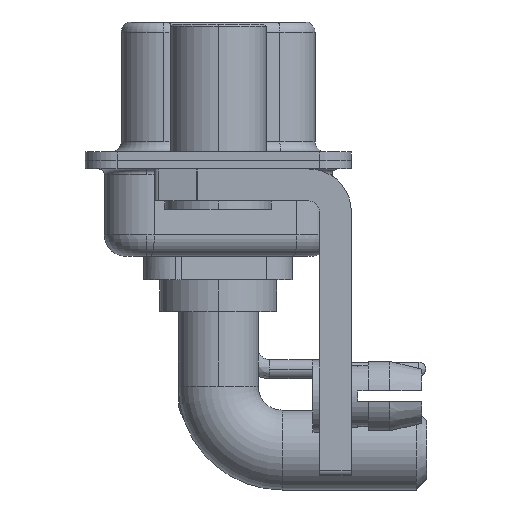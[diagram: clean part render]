
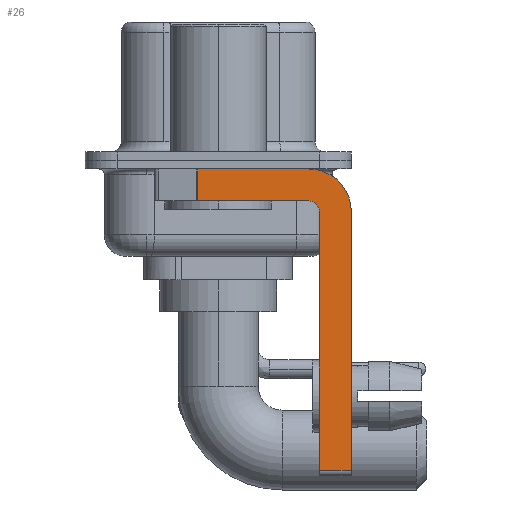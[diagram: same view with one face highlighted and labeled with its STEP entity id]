
A CAD part, left-side view. The second image highlights one B-rep face of the part: STEP entity #26.
In plain terms, the highlighted planar face has unit normal (-1, 0, 0).
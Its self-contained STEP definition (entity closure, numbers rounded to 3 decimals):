
#26 = ADVANCED_FACE ( 'NONE', ( #22744 ), #16982, .F. ) ;
#963 = EDGE_CURVE ( 'NONE', #5201, #8959, #19893, .T. ) ;
#1007 = CARTESIAN_POINT ( 'NONE',  ( -2.9, -6.25, -2.4 ) ) ;
#1265 = CIRCLE ( 'NONE', #4617, 2. ) ;
#1771 = VECTOR ( 'NONE', #17815, 1000. ) ;
#2290 = VERTEX_POINT ( 'NONE', #17942 ) ;
#3063 = CARTESIAN_POINT ( 'NONE',  ( -2.9, -4.25, -1.9 ) ) ;
#4614 = VECTOR ( 'NONE', #15590, 1000. ) ;
#4617 = AXIS2_PLACEMENT_3D ( 'NONE', #17677, #5836, #23712 ) ;
#4728 = CARTESIAN_POINT ( 'NONE',  ( -2.9, -4.25, -2.4 ) ) ;
#5149 = VECTOR ( 'NONE', #23214, 1000. ) ;
#5201 = VERTEX_POINT ( 'NONE', #1007 ) ;
#5261 = CARTESIAN_POINT ( 'NONE',  ( -2.9, 0.978, -1.9 ) ) ;
#5467 = ORIENTED_EDGE ( 'NONE', *, *, #16921, .F. ) ;
#5640 = AXIS2_PLACEMENT_3D ( 'NONE', #13964, #9498, #19476 ) ;
#5836 = DIRECTION ( 'NONE',  ( 1., 0., 0. ) ) ;
#6506 = VECTOR ( 'NONE', #24342, 1000. ) ;
#6696 = EDGE_CURVE ( 'NONE', #19805, #5201, #1265, .T. ) ;
#7717 = CARTESIAN_POINT ( 'NONE',  ( -2.9, -4.25, -0.4 ) ) ;
#8888 = ORIENTED_EDGE ( 'NONE', *, *, #14772, .F. ) ;
#8959 = VERTEX_POINT ( 'NONE', #16637 ) ;
#9477 = VERTEX_POINT ( 'NONE', #5261 ) ;
#9498 = DIRECTION ( 'NONE',  ( -1., 0., 0. ) ) ;
#9643 = EDGE_LOOP ( 'NONE', ( #5467, #16005, #20470, #20715, #8888, #12263, #18754, #23418 ) ) ;
#10049 = CARTESIAN_POINT ( 'NONE',  ( -2.9, -6.25, -2.4 ) ) ;
#10552 = EDGE_CURVE ( 'NONE', #16244, #25270, #24527, .T. ) ;
#11308 = CARTESIAN_POINT ( 'NONE',  ( -2.9, -4.75, -14.8 ) ) ;
#12263 = ORIENTED_EDGE ( 'NONE', *, *, #20560, .T. ) ;
#12524 = VECTOR ( 'NONE', #13538, 1000. ) ;
#12644 = DIRECTION ( 'NONE',  ( 1., 0., 0. ) ) ;
#13538 = DIRECTION ( 'NONE',  ( 0., 0., 1. ) ) ;
#13964 = CARTESIAN_POINT ( 'NONE',  ( -2.9, -4.25, -2.4 ) ) ;
#14509 = CARTESIAN_POINT ( 'NONE',  ( -2.9, -4.75, -14.55 ) ) ;
#14772 = EDGE_CURVE ( 'NONE', #20729, #16244, #15364, .T. ) ;
#15196 = CARTESIAN_POINT ( 'NONE',  ( -2.9, 0.978, -1.9 ) ) ;
#15364 = LINE ( 'NONE', #11308, #12524 ) ;
#15590 = DIRECTION ( 'NONE',  ( 0., -1., 0. ) ) ;
#15679 = VECTOR ( 'NONE', #18997, 1000. ) ;
#16005 = ORIENTED_EDGE ( 'NONE', *, *, #19854, .T. ) ;
#16095 = CARTESIAN_POINT ( 'NONE',  ( -2.9, -4.25, -14.55 ) ) ;
#16244 = VERTEX_POINT ( 'NONE', #22194 ) ;
#16637 = CARTESIAN_POINT ( 'NONE',  ( -2.9, -6.25, -14.55 ) ) ;
#16921 = EDGE_CURVE ( 'NONE', #2290, #19805, #21246, .T. ) ;
#16982 = PLANE ( 'NONE',  #25469 ) ;
#17677 = CARTESIAN_POINT ( 'NONE',  ( -2.9, -4.25, -2.4 ) ) ;
#17815 = DIRECTION ( 'NONE',  ( 0., -1., 0. ) ) ;
#17942 = CARTESIAN_POINT ( 'NONE',  ( -2.9, 0.978, -0.4 ) ) ;
#18754 = ORIENTED_EDGE ( 'NONE', *, *, #963, .F. ) ;
#18863 = LINE ( 'NONE', #25039, #15679 ) ;
#18997 = DIRECTION ( 'NONE',  ( 0., 1., 0. ) ) ;
#19476 = DIRECTION ( 'NONE',  ( 0., 0., 1. ) ) ;
#19805 = VERTEX_POINT ( 'NONE', #7717 ) ;
#19854 = EDGE_CURVE ( 'NONE', #2290, #9477, #23475, .T. ) ;
#19893 = LINE ( 'NONE', #10049, #6506 ) ;
#20152 = EDGE_CURVE ( 'NONE', #25270, #9477, #18863, .T. ) ;
#20470 = ORIENTED_EDGE ( 'NONE', *, *, #20152, .F. ) ;
#20560 = EDGE_CURVE ( 'NONE', #20729, #8959, #21741, .T. ) ;
#20715 = ORIENTED_EDGE ( 'NONE', *, *, #10552, .F. ) ;
#20729 = VERTEX_POINT ( 'NONE', #14509 ) ;
#21159 = DIRECTION ( 'NONE',  ( 0., 0., -1. ) ) ;
#21246 = LINE ( 'NONE', #25451, #4614 ) ;
#21741 = LINE ( 'NONE', #16095, #1771 ) ;
#22194 = CARTESIAN_POINT ( 'NONE',  ( -2.9, -4.75, -2.4 ) ) ;
#22744 = FACE_OUTER_BOUND ( 'NONE', #9643, .T. ) ;
#23214 = DIRECTION ( 'NONE',  ( 0., 0., -1. ) ) ;
#23418 = ORIENTED_EDGE ( 'NONE', *, *, #6696, .F. ) ;
#23475 = LINE ( 'NONE', #15196, #5149 ) ;
#23712 = DIRECTION ( 'NONE',  ( 0., 0., -1. ) ) ;
#24342 = DIRECTION ( 'NONE',  ( 0., 0., -1. ) ) ;
#24527 = CIRCLE ( 'NONE', #5640, 0.5 ) ;
#25039 = CARTESIAN_POINT ( 'NONE',  ( -2.9, -4.25, -1.9 ) ) ;
#25270 = VERTEX_POINT ( 'NONE', #3063 ) ;
#25451 = CARTESIAN_POINT ( 'NONE',  ( -2.9, 3., -0.4 ) ) ;
#25469 = AXIS2_PLACEMENT_3D ( 'NONE', #4728, #12644, #21159 ) ;
